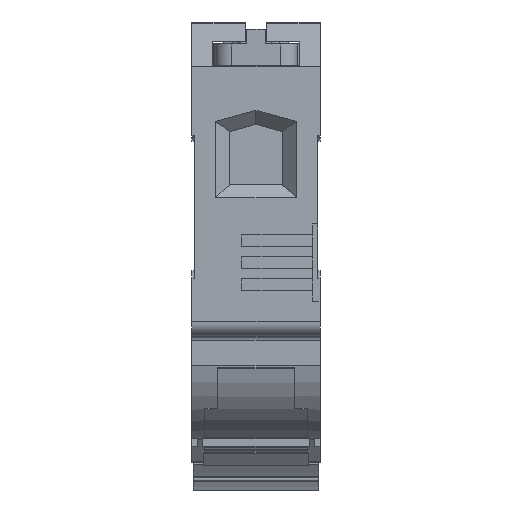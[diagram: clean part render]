
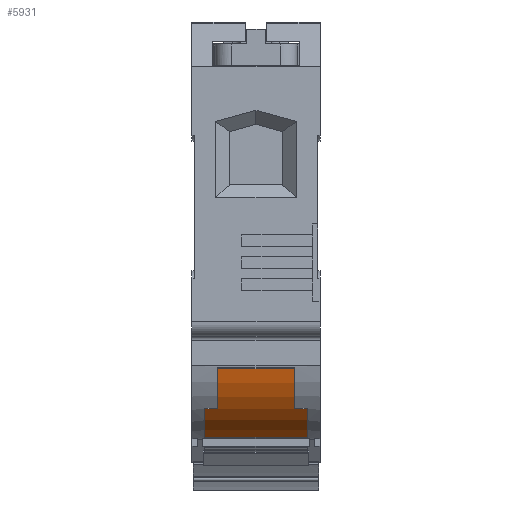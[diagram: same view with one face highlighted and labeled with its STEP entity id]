
A CAD part, left-side view. The second image highlights one B-rep face of the part: STEP entity #5931.
In plain terms, the highlighted cylindrical face has radius 13.35 mm (diameter 26.7 mm), a partial arc.
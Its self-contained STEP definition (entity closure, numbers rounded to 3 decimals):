
#700 = CARTESIAN_POINT ( 'NONE',  ( -20.647, 14., -41.427 ) ) ;
#811 = ORIENTED_EDGE ( 'NONE', *, *, #23422, .F. ) ;
#1750 = CIRCLE ( 'NONE', #44837, 13.35 ) ;
#2047 = DIRECTION ( 'NONE',  ( 0., -1., 0. ) ) ;
#2388 = CIRCLE ( 'NONE', #21871, 13.35 ) ;
#3663 = ORIENTED_EDGE ( 'NONE', *, *, #41621, .F. ) ;
#4384 = CARTESIAN_POINT ( 'NONE',  ( -18.061, 1.75, -46.894 ) ) ;
#5381 = LINE ( 'NONE', #17041, #29091 ) ;
#5624 = ORIENTED_EDGE ( 'NONE', *, *, #48065, .T. ) ;
#5931 = ADVANCED_FACE ( 'NONE', ( #24297 ), #9542, .T. ) ;
#5975 = AXIS2_PLACEMENT_3D ( 'NONE', #23470, #46432, #15837 ) ;
#6956 = VERTEX_POINT ( 'NONE', #48106 ) ;
#7352 = EDGE_CURVE ( 'NONE', #26015, #6956, #35563, .T. ) ;
#7626 = VERTEX_POINT ( 'NONE', #39311 ) ;
#8150 = CARTESIAN_POINT ( 'NONE',  ( -13.064, 1.75, -50.781 ) ) ;
#8698 = VERTEX_POINT ( 'NONE', #48243 ) ;
#9542 = CYLINDRICAL_SURFACE ( 'NONE', #32798, 13.35 ) ;
#10843 = CIRCLE ( 'NONE', #5975, 13.35 ) ;
#13246 = ORIENTED_EDGE ( 'NONE', *, *, #22806, .T. ) ;
#14478 = ORIENTED_EDGE ( 'NONE', *, *, #7352, .F. ) ;
#15223 = CARTESIAN_POINT ( 'NONE',  ( -18.061, 1.75, -46.894 ) ) ;
#15486 = DIRECTION ( 'NONE',  ( 0., -1., 0. ) ) ;
#15837 = DIRECTION ( 'NONE',  ( -0.409, 0., -0.912 ) ) ;
#16208 = DIRECTION ( 'NONE',  ( 0., -1., 0. ) ) ;
#16540 = VERTEX_POINT ( 'NONE', #49403 ) ;
#16886 = EDGE_CURVE ( 'NONE', #7626, #6956, #32648, .T. ) ;
#17041 = CARTESIAN_POINT ( 'NONE',  ( -18.061, 15.75, -46.894 ) ) ;
#17710 = DIRECTION ( 'NONE',  ( -0.784, 0., -0.621 ) ) ;
#18859 = AXIS2_PLACEMENT_3D ( 'NONE', #29425, #25088, #17710 ) ;
#21871 = AXIS2_PLACEMENT_3D ( 'NONE', #31678, #28618, #24773 ) ;
#22806 = EDGE_CURVE ( 'NONE', #27951, #7626, #34238, .T. ) ;
#23422 = EDGE_CURVE ( 'NONE', #8698, #27259, #5381, .T. ) ;
#23470 = CARTESIAN_POINT ( 'NONE',  ( -7.6, 1.75, -38.6 ) ) ;
#23648 = DIRECTION ( 'NONE',  ( 0., 1., 0. ) ) ;
#23656 = VECTOR ( 'NONE', #41856, 1000. ) ;
#24297 = FACE_OUTER_BOUND ( 'NONE', #32543, .T. ) ;
#24773 = DIRECTION ( 'NONE',  ( -0.977, 0., -0.212 ) ) ;
#25056 = CARTESIAN_POINT ( 'NONE',  ( -7.6, 15.75, -38.6 ) ) ;
#25088 = DIRECTION ( 'NONE',  ( 0., 1., 0. ) ) ;
#26015 = VERTEX_POINT ( 'NONE', #31420 ) ;
#27170 = CARTESIAN_POINT ( 'NONE',  ( -7.6, 15.75, -38.6 ) ) ;
#27259 = VERTEX_POINT ( 'NONE', #40005 ) ;
#27951 = VERTEX_POINT ( 'NONE', #15223 ) ;
#28618 = DIRECTION ( 'NONE',  ( 0., -1., 0. ) ) ;
#29091 = VECTOR ( 'NONE', #2047, 1000. ) ;
#29425 = CARTESIAN_POINT ( 'NONE',  ( -7.6, 3.5, -38.6 ) ) ;
#31294 = LINE ( 'NONE', #8150, #39087 ) ;
#31420 = CARTESIAN_POINT ( 'NONE',  ( -20.647, 14., -41.427 ) ) ;
#31678 = CARTESIAN_POINT ( 'NONE',  ( -7.6, 14., -38.6 ) ) ;
#32216 = DIRECTION ( 'NONE',  ( 0., 1., 0. ) ) ;
#32530 = ORIENTED_EDGE ( 'NONE', *, *, #42550, .T. ) ;
#32543 = EDGE_LOOP ( 'NONE', ( #40906, #811, #32530, #3663, #5624, #13246, #46151, #14478 ) ) ;
#32648 = CIRCLE ( 'NONE', #18859, 13.35 ) ;
#32798 = AXIS2_PLACEMENT_3D ( 'NONE', #25056, #32216, #35537 ) ;
#34238 = LINE ( 'NONE', #4384, #23656 ) ;
#35537 = DIRECTION ( 'NONE',  ( 1., 0., 0. ) ) ;
#35563 = LINE ( 'NONE', #700, #38079 ) ;
#38079 = VECTOR ( 'NONE', #16208, 1000. ) ;
#38650 = DIRECTION ( 'NONE',  ( -0.784, 0., -0.621 ) ) ;
#39087 = VECTOR ( 'NONE', #23648, 1000. ) ;
#39311 = CARTESIAN_POINT ( 'NONE',  ( -18.061, 3.5, -46.894 ) ) ;
#39562 = EDGE_CURVE ( 'NONE', #26015, #27259, #2388, .T. ) ;
#40005 = CARTESIAN_POINT ( 'NONE',  ( -18.061, 14., -46.894 ) ) ;
#40906 = ORIENTED_EDGE ( 'NONE', *, *, #39562, .T. ) ;
#41621 = EDGE_CURVE ( 'NONE', #16540, #48738, #31294, .T. ) ;
#41856 = DIRECTION ( 'NONE',  ( 0., 1., 0. ) ) ;
#42209 = CARTESIAN_POINT ( 'NONE',  ( -13.064, 15.75, -50.781 ) ) ;
#42550 = EDGE_CURVE ( 'NONE', #8698, #48738, #1750, .T. ) ;
#44837 = AXIS2_PLACEMENT_3D ( 'NONE', #27170, #15486, #38650 ) ;
#46151 = ORIENTED_EDGE ( 'NONE', *, *, #16886, .T. ) ;
#46432 = DIRECTION ( 'NONE',  ( 0., 1., 0. ) ) ;
#48065 = EDGE_CURVE ( 'NONE', #16540, #27951, #10843, .T. ) ;
#48106 = CARTESIAN_POINT ( 'NONE',  ( -20.647, 3.5, -41.427 ) ) ;
#48243 = CARTESIAN_POINT ( 'NONE',  ( -18.061, 15.75, -46.894 ) ) ;
#48738 = VERTEX_POINT ( 'NONE', #42209 ) ;
#49403 = CARTESIAN_POINT ( 'NONE',  ( -13.064, 1.75, -50.781 ) ) ;
